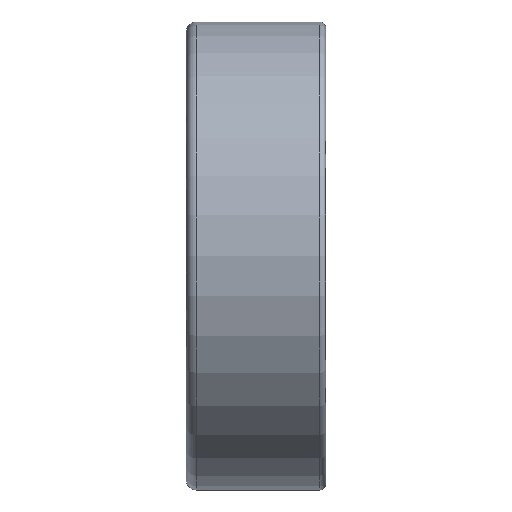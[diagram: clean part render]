
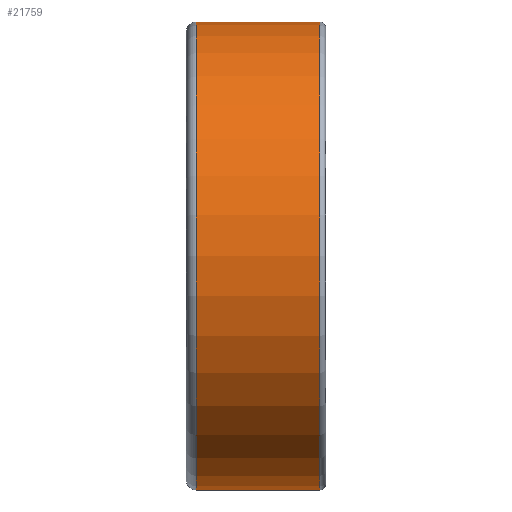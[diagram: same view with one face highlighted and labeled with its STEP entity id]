
A CAD part, top view. The second image highlights one B-rep face of the part: STEP entity #21759.
In plain terms, the highlighted cylindrical face has radius 23.5 mm (diameter 47 mm), a partial arc.
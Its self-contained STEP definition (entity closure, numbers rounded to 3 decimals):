
#12176=DIRECTION('',(-1.,0.,0.));
#12177=VECTOR('',#12176,12.4);
#12178=CARTESIAN_POINT('',(6.4,23.5,0.));
#12179=LINE('',#12178,#12177);
#12183=DIRECTION('',(-1.,0.,0.));
#12184=VECTOR('',#12183,12.4);
#12185=CARTESIAN_POINT('',(6.4,-23.5,0.));
#12186=LINE('',#12185,#12184);
#12198=CARTESIAN_POINT('',(6.4,0.,0.));
#12199=DIRECTION('',(1.,0.,0.));
#12200=DIRECTION('',(0.,1.,0.));
#12201=AXIS2_PLACEMENT_3D('',#12198,#12199,#12200);
#12206=CARTESIAN_POINT('',(-6.,0.,0.));
#12207=DIRECTION('',(1.,0.,0.));
#12208=DIRECTION('',(0.,1.,0.));
#12209=AXIS2_PLACEMENT_3D('',#12206,#12207,#12208);
#18863=CARTESIAN_POINT('',(6.4,23.5,0.));
#18864=CARTESIAN_POINT('',(-6.,23.5,0.));
#18865=VERTEX_POINT('',#18863);
#18866=VERTEX_POINT('',#18864);
#18875=CARTESIAN_POINT('',(6.4,-23.5,0.));
#18876=CARTESIAN_POINT('',(-6.,-23.5,0.));
#18877=VERTEX_POINT('',#18875);
#18878=VERTEX_POINT('',#18876);
#21747=CARTESIAN_POINT('',(-7.7,0.,0.));
#21748=DIRECTION('',(1.,0.,0.));
#21749=DIRECTION('',(0.,-1.,0.));
#21750=AXIS2_PLACEMENT_3D('',#21747,#21748,#21749);
#21751=CYLINDRICAL_SURFACE('',#21750,23.5);
#21752=ORIENTED_EDGE('',*,*,#21737,.F.);
#21753=ORIENTED_EDGE('',*,*,#21714,.T.);
#21754=ORIENTED_EDGE('',*,*,#21741,.T.);
#21756=ORIENTED_EDGE('',*,*,#21755,.F.);
#21757=EDGE_LOOP('',(#21752,#21753,#21754,#21756));
#21758=FACE_OUTER_BOUND('',#21757,.F.);
#12202=CIRCLE('',#12201,23.5);
#12210=CIRCLE('',#12209,23.5);
#21714=EDGE_CURVE('',#18865,#18877,#12202,.T.);
#21737=EDGE_CURVE('',#18865,#18866,#12179,.T.);
#21741=EDGE_CURVE('',#18877,#18878,#12186,.T.);
#21755=EDGE_CURVE('',#18866,#18878,#12210,.T.);
#21759=ADVANCED_FACE('',(#21758),#21751,.T.);
